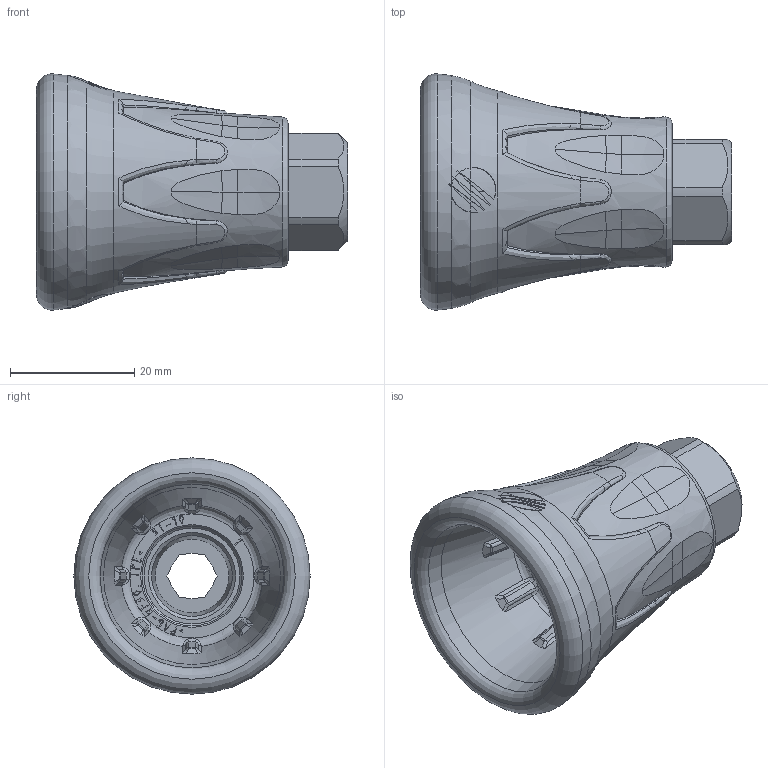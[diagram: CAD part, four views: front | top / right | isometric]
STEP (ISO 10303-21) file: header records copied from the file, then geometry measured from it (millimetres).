
FILE_DESCRIPTION(/* description */ ('Unknown'),/* implementation_level */ '2;1');
FILE_NAME(/* name */ '20 0010 700_ST-10_Düsenschutz_2K_sw-sw-Niro',/* time_stamp */ '2023-05-05T12:14:42+02:00',/* author */ ('Unknown'),/* organization */ ('Unknown'),/* preprocessor_version */ 'ST-DEVELOPER v18.102',/* originating_system */ 'Solid Edge',/* authorisation */ 'Unknown');
FILE_SCHEMA (('AUTOMOTIVE_DESIGN {1 0 10303 214 3 1 1}'));
Length unit declared in the file: millimetre
Products named in the file (1): 20 0010 700_ST-10_Düsenschutz_2K_sw-sw-Niro2
Bounding box: 50 x 37.98 x 37.98 mm (x, y, z)
Volume: 17276.6 mm3; surface area: 10042.9 mm2
Topology: 1 solids, 3 shells, 567 faces, 1589 edges, 1003 vertices
Faces by surface type: plane 202, bspline 131, cylinder 112, torus 75, cone 31, sphere 16
Full cylindrical faces by diameter (mm): 11.5 x1, 11.82 x1, 11.862 x1, 14 x1, 16 x1, 16.8 x3, 17 x3, 19 x1
Entity records: 31574 total; most frequent: CARTESIAN_POINT 15497, ORIENTED_EDGE 2962, DIRECTION 1745, EDGE_CURVE 1481, VERTEX_POINT 980, B_SPLINE_CURVE_WITH_KNOTS 790, AXIS2_PLACEMENT_3D 641, EDGE_LOOP 629
